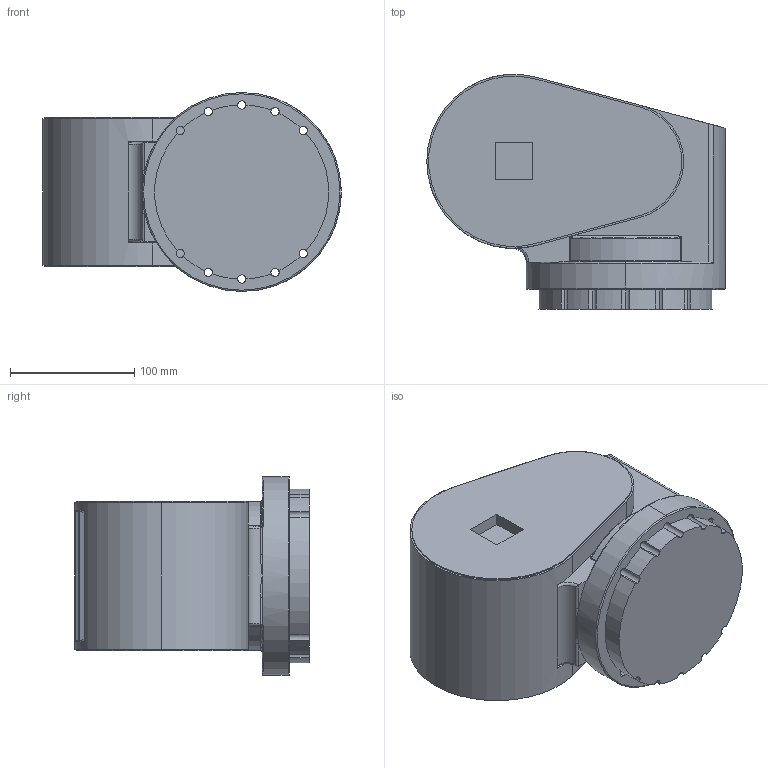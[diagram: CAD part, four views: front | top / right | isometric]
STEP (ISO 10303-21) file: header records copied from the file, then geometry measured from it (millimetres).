
FILE_DESCRIPTION (( 'STEP AP203' ), '1' );
FILE_NAME ('A02_Default_sldprt.STEP', '2024-10-03T12:10:08', ( '' ), ( '' ), 'SwSTEP 2.0', 'SolidWorks 2023', '' );
FILE_SCHEMA (( 'CONFIG_CONTROL_DESIGN' ));
Length unit declared in the file: millimetre
Products named in the file (1): A02_Default_sldprt
Bounding box: 240 x 188.83 x 160 mm (x, y, z)
Volume: 3681984.2 mm3; surface area: 192143.5 mm2
Topology: 1 solids, 1 shells, 199 faces, 531 edges, 340 vertices
Faces by surface type: cylinder 82, plane 74, torus 33, bspline 6, cone 4
Entity records: 6791 total; most frequent: CARTESIAN_POINT 1615, DIRECTION 1122, ORIENTED_EDGE 1058, EDGE_CURVE 529, AXIS2_PLACEMENT_3D 447, VERTEX_POINT 340, CIRCLE 253, LINE 228
